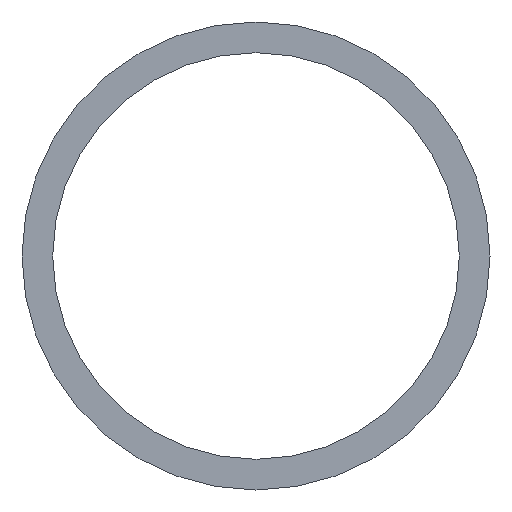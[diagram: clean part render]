
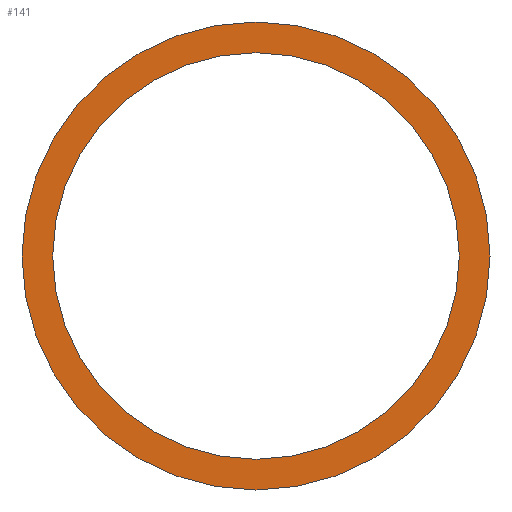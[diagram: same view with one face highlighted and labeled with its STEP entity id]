
A CAD part, left-side view. The second image highlights one B-rep face of the part: STEP entity #141.
In plain terms, the highlighted planar face has unit normal (-1, 0, 0).
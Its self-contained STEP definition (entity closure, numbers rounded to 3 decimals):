
#5 = FACE_OUTER_BOUND ( 'NONE', #238, .T. ) ;
#10 = CARTESIAN_POINT ( 'NONE',  ( -1., 0., -65.15 ) ) ;
#21 = DIRECTION ( 'NONE',  ( 0., 0., 1. ) ) ;
#37 = DIRECTION ( 'NONE',  ( -1., 0., 0. ) ) ;
#39 = CARTESIAN_POINT ( 'NONE',  ( -1., 0., 65.15 ) ) ;
#44 = DIRECTION ( 'NONE',  ( -1., 0., 0. ) ) ;
#46 = CARTESIAN_POINT ( 'NONE',  ( -1., 0., 0. ) ) ;
#47 = DIRECTION ( 'NONE',  ( 0., 0., 1. ) ) ;
#48 = CARTESIAN_POINT ( 'NONE',  ( -1., 0., 0. ) ) ;
#53 = CIRCLE ( 'NONE', #104, 65.15 ) ;
#55 = CIRCLE ( 'NONE', #110, 75. ) ;
#95 = EDGE_CURVE ( 'NONE', #206, #201, #243, .T. ) ;
#99 = AXIS2_PLACEMENT_3D ( 'NONE', #161, #174, #173 ) ;
#101 = AXIS2_PLACEMENT_3D ( 'NONE', #165, #164, #163 ) ;
#103 = AXIS2_PLACEMENT_3D ( 'NONE', #148, #185, #184 ) ;
#104 = AXIS2_PLACEMENT_3D ( 'NONE', #48, #37, #21 ) ;
#110 = AXIS2_PLACEMENT_3D ( 'NONE', #46, #44, #47 ) ;
#131 = EDGE_CURVE ( 'NONE', #197, #198, #139, .T. ) ;
#135 = FACE_BOUND ( 'NONE', #232, .T. ) ;
#139 = CIRCLE ( 'NONE', #101, 75. ) ;
#141 = ADVANCED_FACE ( 'NONE', ( #135, #5 ), #147, .F. ) ;
#147 = PLANE ( 'NONE',  #103 ) ;
#148 = CARTESIAN_POINT ( 'NONE',  ( -1., 75., 0. ) ) ;
#151 = CARTESIAN_POINT ( 'NONE',  ( -1., 0., -75. ) ) ;
#161 = CARTESIAN_POINT ( 'NONE',  ( -1., 0., 0. ) ) ;
#163 = DIRECTION ( 'NONE',  ( 0., 0., 1. ) ) ;
#164 = DIRECTION ( 'NONE',  ( -1., 0., 0. ) ) ;
#165 = CARTESIAN_POINT ( 'NONE',  ( -1., 0., 0. ) ) ;
#173 = DIRECTION ( 'NONE',  ( 0., 0., 1. ) ) ;
#174 = DIRECTION ( 'NONE',  ( -1., 0., 0. ) ) ;
#181 = CARTESIAN_POINT ( 'NONE',  ( -1., 0., 75. ) ) ;
#184 = DIRECTION ( 'NONE',  ( 0., 0., -1. ) ) ;
#185 = DIRECTION ( 'NONE',  ( 1., 0., 0. ) ) ;
#197 = VERTEX_POINT ( 'NONE', #151 ) ;
#198 = VERTEX_POINT ( 'NONE', #181 ) ;
#201 = VERTEX_POINT ( 'NONE', #10 ) ;
#206 = VERTEX_POINT ( 'NONE', #39 ) ;
#219 = ORIENTED_EDGE ( 'NONE', *, *, #95, .F. ) ;
#220 = ORIENTED_EDGE ( 'NONE', *, *, #248, .F. ) ;
#221 = ORIENTED_EDGE ( 'NONE', *, *, #249, .T. ) ;
#222 = ORIENTED_EDGE ( 'NONE', *, *, #131, .T. ) ;
#232 = EDGE_LOOP ( 'NONE', ( #219, #220 ) ) ;
#238 = EDGE_LOOP ( 'NONE', ( #221, #222 ) ) ;
#243 = CIRCLE ( 'NONE', #99, 65.15 ) ;
#248 = EDGE_CURVE ( 'NONE', #201, #206, #53, .T. ) ;
#249 = EDGE_CURVE ( 'NONE', #198, #197, #55, .T. ) ;
